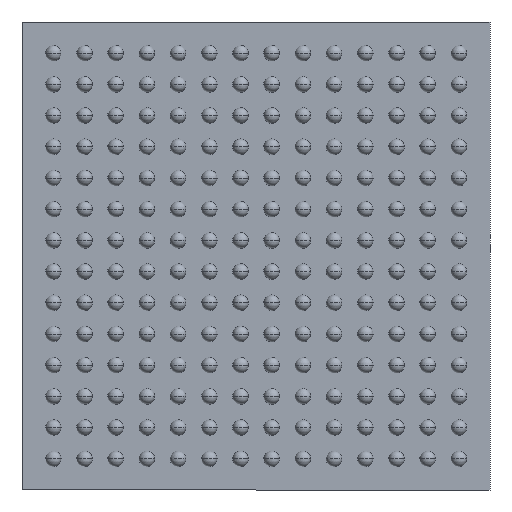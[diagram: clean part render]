
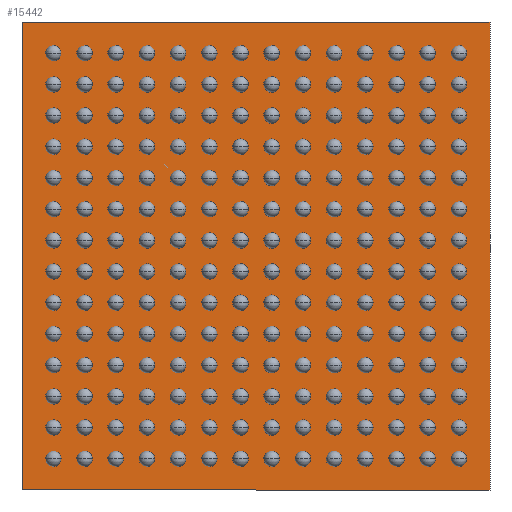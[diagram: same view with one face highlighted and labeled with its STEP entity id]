
A CAD part, front view. The second image highlights one B-rep face of the part: STEP entity #15442.
In plain terms, the highlighted planar face has unit normal (0, -1, 0).
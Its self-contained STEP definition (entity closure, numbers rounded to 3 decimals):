
#815 = VERTEX_POINT ( 'NONE', #6564 ) ;
#827 = EDGE_LOOP ( 'NONE', ( #8019, #14369, #2893, #13581 ) ) ;
#920 = DIRECTION ( 'NONE',  ( 0., 1., 0. ) ) ;
#1154 = CARTESIAN_POINT ( 'NONE',  ( -7.5, 0.4, -7.5 ) ) ;
#1993 = LINE ( 'NONE', #13533, #3300 ) ;
#2694 = AXIS2_PLACEMENT_3D ( 'NONE', #6847, #920, #11783 ) ;
#2893 = ORIENTED_EDGE ( 'NONE', *, *, #3824, .T. ) ;
#2922 = EDGE_CURVE ( 'NONE', #815, #6396, #8445, .T. ) ;
#3240 = PLANE ( 'NONE',  #2694 ) ;
#3300 = VECTOR ( 'NONE', #14699, 1000. ) ;
#3442 = LINE ( 'NONE', #6301, #15575 ) ;
#3648 = VECTOR ( 'NONE', #6541, 1000. ) ;
#3824 = EDGE_CURVE ( 'NONE', #12070, #8052, #3442, .T. ) ;
#5241 = CARTESIAN_POINT ( 'NONE',  ( 7.5, 0.4, -7.5 ) ) ;
#6234 = CARTESIAN_POINT ( 'NONE',  ( -7.5, 0.4, 7.5 ) ) ;
#6301 = CARTESIAN_POINT ( 'NONE',  ( 7.5, 0.4, 7.5 ) ) ;
#6396 = VERTEX_POINT ( 'NONE', #1154 ) ;
#6541 = DIRECTION ( 'NONE',  ( -1., 0., 0. ) ) ;
#6564 = CARTESIAN_POINT ( 'NONE',  ( -7.5, 0.4, 7.5 ) ) ;
#6678 = EDGE_CURVE ( 'NONE', #8052, #815, #15196, .T. ) ;
#6847 = CARTESIAN_POINT ( 'NONE',  ( 0., 0.4, 0. ) ) ;
#8019 = ORIENTED_EDGE ( 'NONE', *, *, #2922, .T. ) ;
#8052 = VERTEX_POINT ( 'NONE', #8262 ) ;
#8262 = CARTESIAN_POINT ( 'NONE',  ( 7.5, 0.4, 7.5 ) ) ;
#8445 = LINE ( 'NONE', #6234, #9969 ) ;
#8622 = DIRECTION ( 'NONE',  ( 0., 0., -1. ) ) ;
#8851 = DIRECTION ( 'NONE',  ( 0., 0., 1. ) ) ;
#9504 = EDGE_CURVE ( 'NONE', #6396, #12070, #1993, .T. ) ;
#9969 = VECTOR ( 'NONE', #8622, 1000. ) ;
#11783 = DIRECTION ( 'NONE',  ( 0., 0., 1. ) ) ;
#12070 = VERTEX_POINT ( 'NONE', #5241 ) ;
#13197 = FACE_OUTER_BOUND ( 'NONE', #827, .T. ) ;
#13533 = CARTESIAN_POINT ( 'NONE',  ( 7.5, 0.4, -7.5 ) ) ;
#13581 = ORIENTED_EDGE ( 'NONE', *, *, #6678, .T. ) ;
#13837 = CARTESIAN_POINT ( 'NONE',  ( 7.5, 0.4, 7.5 ) ) ;
#14369 = ORIENTED_EDGE ( 'NONE', *, *, #9504, .T. ) ;
#14699 = DIRECTION ( 'NONE',  ( 1., 0., 0. ) ) ;
#15196 = LINE ( 'NONE', #13837, #3648 ) ;
#15442 = ADVANCED_FACE ( 'NONE', ( #13197 ), #3240, .F. ) ;
#15575 = VECTOR ( 'NONE', #8851, 1000. ) ;
